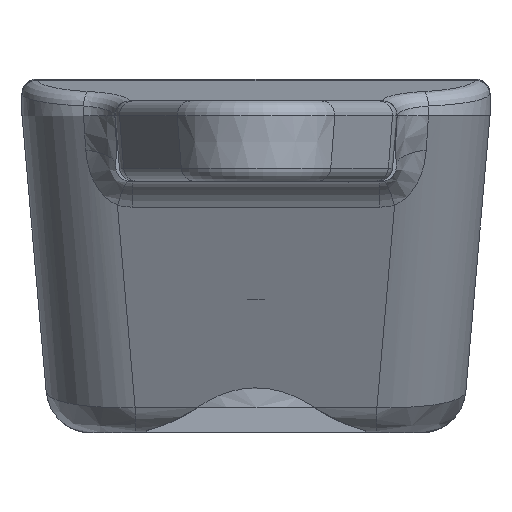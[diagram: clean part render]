
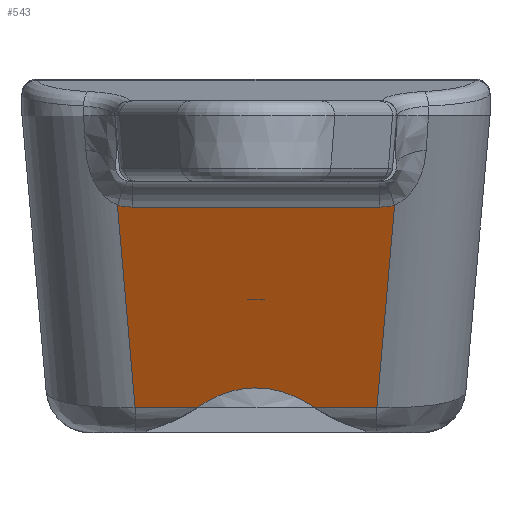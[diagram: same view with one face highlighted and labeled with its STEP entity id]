
A CAD part, front view. The second image highlights one B-rep face of the part: STEP entity #543.
In plain terms, the highlighted planar face has unit normal (0, -0.901, -0.434).
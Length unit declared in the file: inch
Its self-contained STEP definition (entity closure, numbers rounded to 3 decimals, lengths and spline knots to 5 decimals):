
#333=ELLIPSE('',#3837,0.29532,0.1283);
#350=ELLIPSE('',#3886,0.04552,0.041);
#352=ELLIPSE('',#3891,0.04552,0.041);
#543=ADVANCED_FACE('',(#861),#751,.T.);
#751=PLANE('',#3899);
#861=FACE_OUTER_BOUND('',#1084,.T.);
#1084=EDGE_LOOP('',(#1459,#1460,#1461,#1462,#1463,#1464,#1465,#1466));
#1459=ORIENTED_EDGE('',*,*,#2840,.T.);
#1460=ORIENTED_EDGE('',*,*,#2871,.T.);
#1461=ORIENTED_EDGE('',*,*,#2859,.T.);
#1462=ORIENTED_EDGE('',*,*,#2856,.T.);
#1463=ORIENTED_EDGE('',*,*,#2853,.T.);
#1464=ORIENTED_EDGE('',*,*,#2872,.T.);
#1465=ORIENTED_EDGE('',*,*,#2873,.T.);
#1466=ORIENTED_EDGE('',*,*,#2751,.F.);
#2376=VERTEX_POINT('',#5135);
#2413=VERTEX_POINT('',#5264);
#2414=VERTEX_POINT('',#5265);
#2497=VERTEX_POINT('',#5609);
#2506=VERTEX_POINT('',#5674);
#2508=VERTEX_POINT('',#5703);
#2510=VERTEX_POINT('',#5720);
#2512=VERTEX_POINT('',#5726);
#2751=EDGE_CURVE('',#2413,#2414,#333,.T.);
#2840=EDGE_CURVE('',#2413,#2497,#3321,.T.);
#2853=EDGE_CURVE('',#2508,#2506,#350,.T.);
#2856=EDGE_CURVE('',#2510,#2508,#3324,.T.);
#2859=EDGE_CURVE('',#2512,#2510,#352,.T.);
#2871=EDGE_CURVE('',#2497,#2512,#3326,.T.);
#2872=EDGE_CURVE('',#2506,#2376,#3327,.T.);
#2873=EDGE_CURVE('',#2376,#2414,#3328,.T.);
#3321=LINE('',#5610,#3598);
#3324=LINE('',#5719,#3601);
#3326=LINE('',#5834,#3603);
#3327=LINE('',#5835,#3604);
#3328=LINE('',#5836,#3605);
#3598=VECTOR('',#4344,1.);
#3601=VECTOR('',#4365,1.);
#3603=VECTOR('',#4387,1.);
#3604=VECTOR('',#4388,1.);
#3605=VECTOR('',#4389,1.);
#3837=AXIS2_PLACEMENT_3D('',#5266,#4212,#4213);
#3886=AXIS2_PLACEMENT_3D('',#5702,#4359,#4360);
#3891=AXIS2_PLACEMENT_3D('',#5725,#4371,#4372);
#3899=AXIS2_PLACEMENT_3D('',#5837,#4390,#4391);
#4212=DIRECTION('',(0.,-0.901,-0.434));
#4213=DIRECTION('',(0.,-0.434,0.901));
#4344=DIRECTION('',(1.,0.,0.));
#4359=DIRECTION('',(0.,0.901,0.434));
#4360=DIRECTION('',(0.,-0.434,0.901));
#4365=DIRECTION('',(-1.,0.,0.));
#4371=DIRECTION('',(0.,0.901,0.434));
#4372=DIRECTION('',(0.,-0.434,0.901));
#4387=DIRECTION('',(0.079,-0.433,0.898));
#4388=DIRECTION('',(0.079,0.433,-0.898));
#4389=DIRECTION('',(1.,0.,0.));
#4390=DIRECTION('',(0.,-0.901,-0.434));
#4391=DIRECTION('',(0.,0.434,-0.901));
#5135=CARTESIAN_POINT('',(5.85483,10.48621,2.17153));
#5264=CARTESIAN_POINT('',(5.97755,10.48621,2.17153));
#5265=CARTESIAN_POINT('',(5.89745,10.48621,2.17153));
#5266=CARTESIAN_POINT('',(5.9375,10.6081,1.91883));
#5609=CARTESIAN_POINT('',(6.02017,10.48621,2.17153));
#5610=CARTESIAN_POINT('',(6.0975,10.48621,2.17153));
#5674=CARTESIAN_POINT('',(5.84274,10.41955,2.30973));
#5702=CARTESIAN_POINT('',(5.85285,10.40039,2.34947));
#5703=CARTESIAN_POINT('',(5.85285,10.42016,2.30847));
#5719=CARTESIAN_POINT('',(6.0975,10.42016,2.30847));
#5720=CARTESIAN_POINT('',(6.02215,10.42016,2.30847));
#5725=CARTESIAN_POINT('',(6.02215,10.40039,2.34947));
#5726=CARTESIAN_POINT('',(6.03226,10.41955,2.30973));
#5834=CARTESIAN_POINT('',(6.03799,10.38796,2.37522));
#5835=CARTESIAN_POINT('',(5.83899,10.39885,2.35265));
#5836=CARTESIAN_POINT('',(6.0975,10.48621,2.17153));
#5837=CARTESIAN_POINT('',(6.0975,10.39,2.371));
